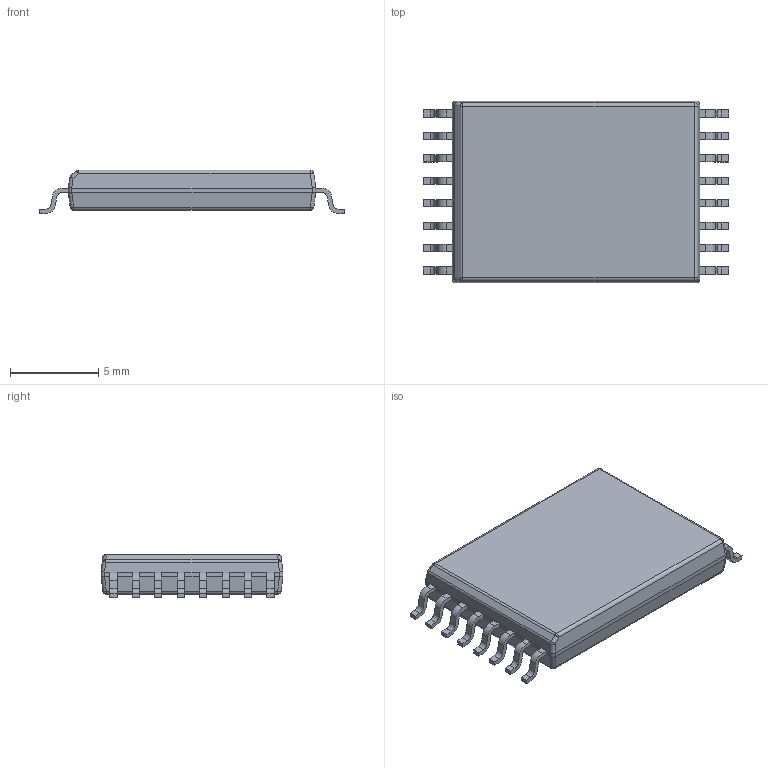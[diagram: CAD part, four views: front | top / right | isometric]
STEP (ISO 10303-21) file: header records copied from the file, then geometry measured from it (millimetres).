
FILE_DESCRIPTION((''),'2;1');
FILE_NAME('DWW0016A_ASM','2017-01-11T',('a0412086'),(''),'CREO PARAMETRIC BY PTC INC, 2016050','CREO PARAMETRIC BY PTC INC, 2016050','');
FILE_SCHEMA(('AUTOMOTIVE_DESIGN { 1 0 10303 214 1 1 1 1 }'));
Length unit declared in the file: millimetre
Products named in the file (4): BODY-SO; LEAD-SO; PIN1-ID; DWW0016A_ASM
Assembly tree (18 placements, depth 2):
  DWW0016A_ASM
    BODY-SO
    LEAD-SO  x16
    PIN1-ID
Bounding box: 17.28 x 10.3 x 2.48 mm (x, y, z)
Volume: 325.5 mm3; surface area: 432.5 mm2
Topology: 17 solids, 17 shells, 276 faces, 688 edges, 446 vertices
Faces by surface type: plane 179, cylinder 87, sphere 10
Entity records: 3048 total; most frequent: CARTESIAN_POINT 616, DIRECTION 334, ORIENTED_EDGE 296, PRESENTATION_STYLE_ASSIGNMENT 150, STYLED_ITEM 150, CURVE_STYLE 148, EDGE_CURVE 148, AXIS2_PLACEMENT_3D 126
